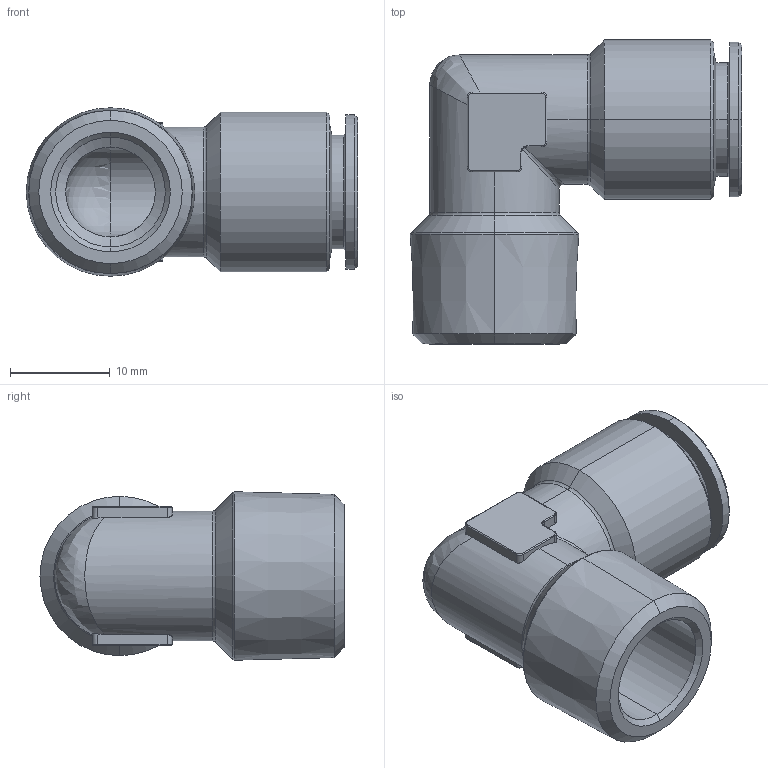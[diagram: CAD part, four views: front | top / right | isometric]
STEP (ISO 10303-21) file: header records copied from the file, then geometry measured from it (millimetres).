
FILE_DESCRIPTION (( 'STEP AP203' ), '1' );
FILE_NAME ('A0040053.STEP', '2009-01-30T16:06:27', ( 'UT1' ), ( 'sopra-pneumatic' ), 'SwSTEP 2.0', 'SolidWorks 2008', '' );
FILE_SCHEMA (( 'CONFIG_CONTROL_DESIGN' ));
Length unit declared in the file: millimetre
Products named in the file (1): A0040053
Bounding box: 33.25 x 30.5 x 16.9 mm (x, y, z)
Volume: 4504.5 mm3; surface area: 4094 mm2
Topology: 1 solids, 1 shells, 105 faces, 241 edges, 138 vertices
Faces by surface type: cylinder 42, cone 24, torus 18, plane 18, bspline 2, sphere 1
Entity records: 3186 total; most frequent: CARTESIAN_POINT 734, DIRECTION 538, ORIENTED_EDGE 478, EDGE_CURVE 239, AXIS2_PLACEMENT_3D 220, VERTEX_POINT 138, CIRCLE 116, EDGE_LOOP 109
